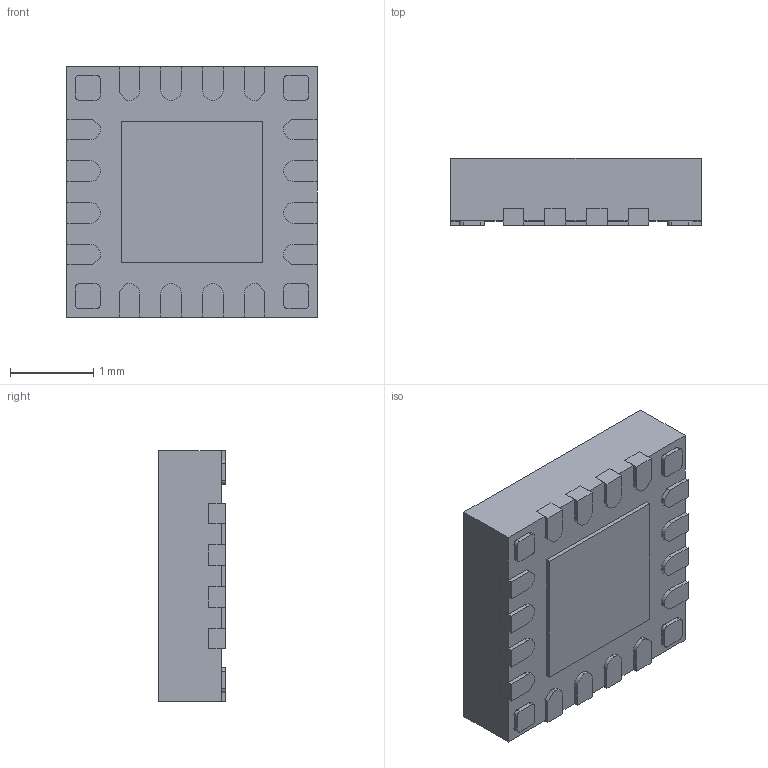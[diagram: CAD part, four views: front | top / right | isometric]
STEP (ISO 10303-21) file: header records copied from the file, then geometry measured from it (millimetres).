
FILE_DESCRIPTION (( 'STEP AP214' ), '1' );
FILE_NAME ('CP2102N-A02-GQFN20R.STEP', '2019-11-14T05:40:15', ( '' ), ( '' ), 'SwSTEP 2.0', 'SolidWorks 2017', '' );
FILE_SCHEMA (( 'AUTOMOTIVE_DESIGN' ));
Length unit declared in the file: millimetre
Products named in the file (1): CP2102N-A02-GQFN20R
Bounding box: 3 x 0.8 x 3 mm (x, y, z)
Volume: 7 mm3; surface area: 46.1 mm2
Topology: 23 solids, 23 shells, 296 faces, 732 edges, 488 vertices
Faces by surface type: plane 224, cylinder 72
Entity records: 8952 total; most frequent: CARTESIAN_POINT 1517, DIRECTION 1470, ORIENTED_EDGE 1464, EDGE_CURVE 732, VECTOR 588, LINE 588, VERTEX_POINT 488, AXIS2_PLACEMENT_3D 441
